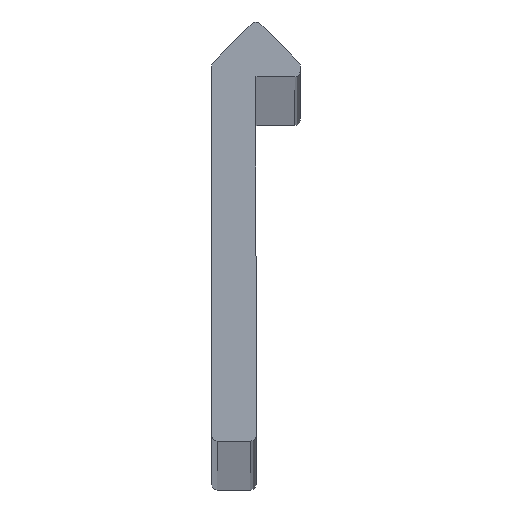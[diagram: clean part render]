
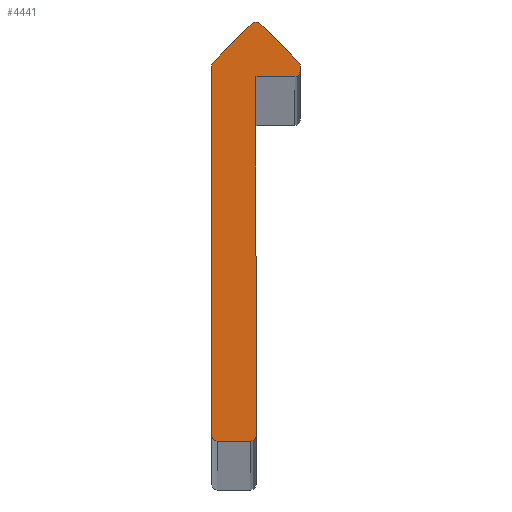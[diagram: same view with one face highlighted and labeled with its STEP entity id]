
A CAD part, top view. The second image highlights one B-rep face of the part: STEP entity #4441.
In plain terms, the highlighted planar face has unit normal (0, 0, 1).
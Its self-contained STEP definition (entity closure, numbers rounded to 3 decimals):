
#14 = VERTEX_POINT ( 'NONE', #1315 ) ;
#60 = LINE ( 'NONE', #5275, #4255 ) ;
#172 = EDGE_CURVE ( 'NONE', #1720, #712, #60, .T. ) ;
#234 = VERTEX_POINT ( 'NONE', #3617 ) ;
#285 = AXIS2_PLACEMENT_3D ( 'NONE', #5668, #3008, #329 ) ;
#287 = VECTOR ( 'NONE', #5253, 1000. ) ;
#288 = ORIENTED_EDGE ( 'NONE', *, *, #3047, .T. ) ;
#320 = EDGE_CURVE ( 'NONE', #1275, #3873, #2391, .T. ) ;
#329 = DIRECTION ( 'NONE',  ( 1., 0., 0. ) ) ;
#398 = CIRCLE ( 'NONE', #285, 0.3 ) ;
#500 = AXIS2_PLACEMENT_3D ( 'NONE', #1075, #4177, #1530 ) ;
#613 = VERTEX_POINT ( 'NONE', #678 ) ;
#657 = CARTESIAN_POINT ( 'NONE',  ( 0.3, 20.125, 1500. ) ) ;
#676 = CARTESIAN_POINT ( 'NONE',  ( 2.075, 0., 1500. ) ) ;
#678 = CARTESIAN_POINT ( 'NONE',  ( 0., 20.125, 1500. ) ) ;
#712 = VERTEX_POINT ( 'NONE', #3693 ) ;
#864 = VECTOR ( 'NONE', #2664, 1000. ) ;
#874 = CARTESIAN_POINT ( 'NONE',  ( 4.45, 19.85, 1500. ) ) ;
#1075 = CARTESIAN_POINT ( 'NONE',  ( 2.375, 22.2, 1500. ) ) ;
#1104 = CARTESIAN_POINT ( 'NONE',  ( 2.075, 0.3, 1500. ) ) ;
#1122 = DIRECTION ( 'NONE',  ( -1., 0., 0. ) ) ;
#1135 = ORIENTED_EDGE ( 'NONE', *, *, #4005, .T. ) ;
#1183 = DIRECTION ( 'NONE',  ( 0., 0., 1. ) ) ;
#1208 = VECTOR ( 'NONE', #4352, 1000. ) ;
#1275 = VERTEX_POINT ( 'NONE', #3045 ) ;
#1315 = CARTESIAN_POINT ( 'NONE',  ( 0.088, 20.337, 1500. ) ) ;
#1343 = DIRECTION ( 'NONE',  ( -1., 0., 0. ) ) ;
#1345 = EDGE_CURVE ( 'NONE', #712, #5672, #4551, .T. ) ;
#1363 = EDGE_CURVE ( 'NONE', #3781, #1720, #2053, .T. ) ;
#1398 = EDGE_LOOP ( 'NONE', ( #4004, #288, #3911, #2217, #4540, #2671, #2013, #1728, #1135, #3963, #2978, #2924, #2300 ) ) ;
#1449 = CARTESIAN_POINT ( 'NONE',  ( 4.662, 20.337, 1500. ) ) ;
#1490 = LINE ( 'NONE', #2123, #287 ) ;
#1530 = DIRECTION ( 'NONE',  ( -1., 0., 0. ) ) ;
#1555 = DIRECTION ( 'NONE',  ( -1., 0., 0. ) ) ;
#1608 = CARTESIAN_POINT ( 'NONE',  ( 4.45, 19.85, 1500. ) ) ;
#1685 = DIRECTION ( 'NONE',  ( -0.707, -0.707, 0. ) ) ;
#1720 = VERTEX_POINT ( 'NONE', #2946 ) ;
#1728 = ORIENTED_EDGE ( 'NONE', *, *, #2615, .T. ) ;
#1749 = CARTESIAN_POINT ( 'NONE',  ( 2.587, 22.412, 1500. ) ) ;
#1934 = EDGE_CURVE ( 'NONE', #4553, #3481, #3586, .T. ) ;
#2003 = CIRCLE ( 'NONE', #5771, 0.3 ) ;
#2013 = ORIENTED_EDGE ( 'NONE', *, *, #3834, .T. ) ;
#2041 = DIRECTION ( 'NONE',  ( -1., 0., 0. ) ) ;
#2053 = LINE ( 'NONE', #4437, #864 ) ;
#2123 = CARTESIAN_POINT ( 'NONE',  ( 4.75, 20.125, 1500. ) ) ;
#2217 = ORIENTED_EDGE ( 'NONE', *, *, #1934, .T. ) ;
#2300 = ORIENTED_EDGE ( 'NONE', *, *, #172, .T. ) ;
#2391 = LINE ( 'NONE', #5624, #1208 ) ;
#2408 = VECTOR ( 'NONE', #4848, 1000. ) ;
#2615 = EDGE_CURVE ( 'NONE', #613, #5049, #2685, .T. ) ;
#2664 = DIRECTION ( 'NONE',  ( 0., 1., 0. ) ) ;
#2671 = ORIENTED_EDGE ( 'NONE', *, *, #5465, .T. ) ;
#2685 = LINE ( 'NONE', #5051, #3729 ) ;
#2699 = CARTESIAN_POINT ( 'NONE',  ( 4.75, 19.85, 1500. ) ) ;
#2803 = AXIS2_PLACEMENT_3D ( 'NONE', #657, #3793, #1122 ) ;
#2830 = EDGE_CURVE ( 'NONE', #3873, #3781, #4339, .T. ) ;
#2924 = ORIENTED_EDGE ( 'NONE', *, *, #1363, .T. ) ;
#2934 = AXIS2_PLACEMENT_3D ( 'NONE', #874, #3996, #1343 ) ;
#2940 = CIRCLE ( 'NONE', #500, 0.3 ) ;
#2946 = CARTESIAN_POINT ( 'NONE',  ( 2.375, 19.55, 1500. ) ) ;
#2978 = ORIENTED_EDGE ( 'NONE', *, *, #2830, .T. ) ;
#3008 = DIRECTION ( 'NONE',  ( 0., 0., 1. ) ) ;
#3045 = CARTESIAN_POINT ( 'NONE',  ( 0.3, 0., 1500. ) ) ;
#3047 = EDGE_CURVE ( 'NONE', #5672, #3286, #1490, .T. ) ;
#3053 = FACE_OUTER_BOUND ( 'NONE', #1398, .T. ) ;
#3167 = CARTESIAN_POINT ( 'NONE',  ( 2.375, 0.3, 1500. ) ) ;
#3286 = VERTEX_POINT ( 'NONE', #3323 ) ;
#3323 = CARTESIAN_POINT ( 'NONE',  ( 4.75, 20.125, 1500. ) ) ;
#3481 = VERTEX_POINT ( 'NONE', #5670 ) ;
#3483 = EDGE_CURVE ( 'NONE', #3481, #234, #2940, .T. ) ;
#3586 = LINE ( 'NONE', #1749, #2408 ) ;
#3617 = CARTESIAN_POINT ( 'NONE',  ( 2.163, 22.412, 1500. ) ) ;
#3693 = CARTESIAN_POINT ( 'NONE',  ( 4.45, 19.55, 1500. ) ) ;
#3729 = VECTOR ( 'NONE', #5491, 1000. ) ;
#3781 = VERTEX_POINT ( 'NONE', #3167 ) ;
#3793 = DIRECTION ( 'NONE',  ( 0., 0., 1. ) ) ;
#3834 = EDGE_CURVE ( 'NONE', #14, #613, #4526, .T. ) ;
#3850 = CARTESIAN_POINT ( 'NONE',  ( 4.45, 20.125, 1500. ) ) ;
#3873 = VERTEX_POINT ( 'NONE', #676 ) ;
#3911 = ORIENTED_EDGE ( 'NONE', *, *, #3915, .T. ) ;
#3915 = EDGE_CURVE ( 'NONE', #3286, #4553, #2003, .T. ) ;
#3963 = ORIENTED_EDGE ( 'NONE', *, *, #320, .T. ) ;
#3996 = DIRECTION ( 'NONE',  ( 0., 0., 1. ) ) ;
#4004 = ORIENTED_EDGE ( 'NONE', *, *, #1345, .T. ) ;
#4005 = EDGE_CURVE ( 'NONE', #5049, #1275, #398, .T. ) ;
#4042 = CARTESIAN_POINT ( 'NONE',  ( 0., 0.3, 1500. ) ) ;
#4121 = AXIS2_PLACEMENT_3D ( 'NONE', #1104, #4207, #1555 ) ;
#4177 = DIRECTION ( 'NONE',  ( 0., 0., 1. ) ) ;
#4207 = DIRECTION ( 'NONE',  ( 0., 0., 1. ) ) ;
#4244 = VECTOR ( 'NONE', #1685, 1000. ) ;
#4255 = VECTOR ( 'NONE', #5259, 1000. ) ;
#4284 = DIRECTION ( 'NONE',  ( -1., 0., 0. ) ) ;
#4339 = CIRCLE ( 'NONE', #4121, 0.3 ) ;
#4342 = CARTESIAN_POINT ( 'NONE',  ( 0.088, 20.337, 1500. ) ) ;
#4352 = DIRECTION ( 'NONE',  ( 1., 0., 0. ) ) ;
#4437 = CARTESIAN_POINT ( 'NONE',  ( 2.375, 19.55, 1500. ) ) ;
#4441 = ADVANCED_FACE ( 'NONE', ( #3053 ), #5130, .F. ) ;
#4526 = CIRCLE ( 'NONE', #2803, 0.3 ) ;
#4540 = ORIENTED_EDGE ( 'NONE', *, *, #3483, .T. ) ;
#4551 = CIRCLE ( 'NONE', #2934, 0.3 ) ;
#4553 = VERTEX_POINT ( 'NONE', #1449 ) ;
#4707 = DIRECTION ( 'NONE',  ( 0., 0., -1. ) ) ;
#4848 = DIRECTION ( 'NONE',  ( -0.707, 0.707, 0. ) ) ;
#5049 = VERTEX_POINT ( 'NONE', #4042 ) ;
#5051 = CARTESIAN_POINT ( 'NONE',  ( 0., 0.3, 1500. ) ) ;
#5130 = PLANE ( 'NONE',  #5251 ) ;
#5251 = AXIS2_PLACEMENT_3D ( 'NONE', #1608, #4707, #2041 ) ;
#5253 = DIRECTION ( 'NONE',  ( 0., 1., 0. ) ) ;
#5259 = DIRECTION ( 'NONE',  ( 1., 0., 0. ) ) ;
#5275 = CARTESIAN_POINT ( 'NONE',  ( 4.45, 19.55, 1500. ) ) ;
#5284 = LINE ( 'NONE', #4342, #4244 ) ;
#5465 = EDGE_CURVE ( 'NONE', #234, #14, #5284, .T. ) ;
#5491 = DIRECTION ( 'NONE',  ( 0., -1., 0. ) ) ;
#5624 = CARTESIAN_POINT ( 'NONE',  ( 2.075, 0., 1500. ) ) ;
#5668 = CARTESIAN_POINT ( 'NONE',  ( 0.3, 0.3, 1500. ) ) ;
#5670 = CARTESIAN_POINT ( 'NONE',  ( 2.587, 22.412, 1500. ) ) ;
#5672 = VERTEX_POINT ( 'NONE', #2699 ) ;
#5771 = AXIS2_PLACEMENT_3D ( 'NONE', #3850, #1183, #4284 ) ;
